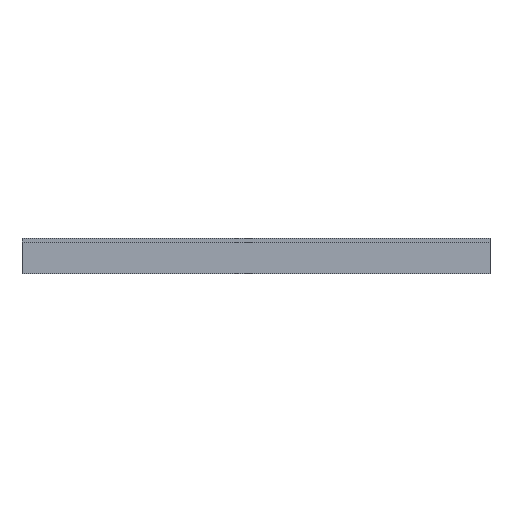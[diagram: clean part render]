
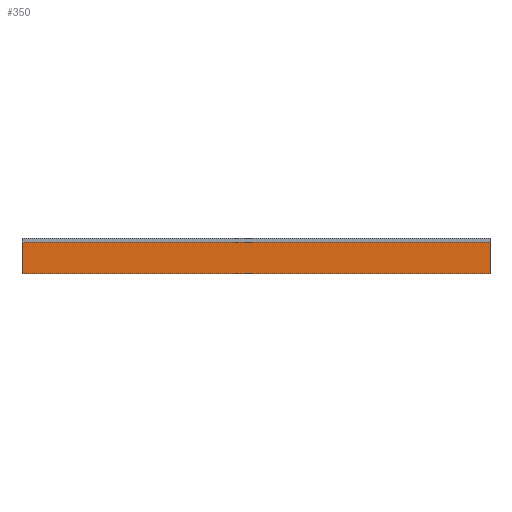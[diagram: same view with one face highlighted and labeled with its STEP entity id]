
A CAD part, front view. The second image highlights one B-rep face of the part: STEP entity #350.
In plain terms, the highlighted planar face has unit normal (0, -1, 0).
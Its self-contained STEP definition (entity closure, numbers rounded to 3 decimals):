
#67 = EDGE_CURVE ( 'NONE', #883, #248, #917, .T. ) ;
#79 = PLANE ( 'NONE',  #264 ) ;
#155 = DIRECTION ( 'NONE',  ( 0., 1., 0. ) ) ;
#163 = ORIENTED_EDGE ( 'NONE', *, *, #67, .T. ) ;
#175 = VECTOR ( 'NONE', #517, 1000. ) ;
#201 = EDGE_CURVE ( 'NONE', #1000, #883, #578, .T. ) ;
#205 = CARTESIAN_POINT ( 'NONE',  ( -50., -13.5, -0.8 ) ) ;
#248 = VERTEX_POINT ( 'NONE', #428 ) ;
#264 = AXIS2_PLACEMENT_3D ( 'NONE', #312, #155, #719 ) ;
#265 = CARTESIAN_POINT ( 'NONE',  ( 50., -13.5, 5.9 ) ) ;
#267 = DIRECTION ( 'NONE',  ( 0., 0., -1. ) ) ;
#282 = FACE_OUTER_BOUND ( 'NONE', #591, .T. ) ;
#312 = CARTESIAN_POINT ( 'NONE',  ( 50., -13.5, -0.8 ) ) ;
#350 = ADVANCED_FACE ( 'NONE', ( #282 ), #79, .F. ) ;
#396 = EDGE_CURVE ( 'NONE', #553, #248, #1042, .T. ) ;
#428 = CARTESIAN_POINT ( 'NONE',  ( -50., -13.5, -0.8 ) ) ;
#505 = CARTESIAN_POINT ( 'NONE',  ( 50., -13.5, -0.8 ) ) ;
#517 = DIRECTION ( 'NONE',  ( -1., 0., 0. ) ) ;
#553 = VERTEX_POINT ( 'NONE', #505 ) ;
#578 = LINE ( 'NONE', #265, #175 ) ;
#584 = EDGE_CURVE ( 'NONE', #1000, #553, #675, .T. ) ;
#591 = EDGE_LOOP ( 'NONE', ( #163, #612, #638, #690 ) ) ;
#612 = ORIENTED_EDGE ( 'NONE', *, *, #396, .F. ) ;
#636 = CARTESIAN_POINT ( 'NONE',  ( 50., -13.5, 5.9 ) ) ;
#638 = ORIENTED_EDGE ( 'NONE', *, *, #584, .F. ) ;
#672 = CARTESIAN_POINT ( 'NONE',  ( 50., -13.5, -0.8 ) ) ;
#675 = LINE ( 'NONE', #672, #890 ) ;
#690 = ORIENTED_EDGE ( 'NONE', *, *, #201, .T. ) ;
#719 = DIRECTION ( 'NONE',  ( 0., 0., 1. ) ) ;
#720 = CARTESIAN_POINT ( 'NONE',  ( 50., -13.5, -0.8 ) ) ;
#726 = VECTOR ( 'NONE', #928, 1000. ) ;
#782 = CARTESIAN_POINT ( 'NONE',  ( -50., -13.5, 5.9 ) ) ;
#822 = VECTOR ( 'NONE', #886, 1000. ) ;
#883 = VERTEX_POINT ( 'NONE', #782 ) ;
#886 = DIRECTION ( 'NONE',  ( -1., 0., 0. ) ) ;
#890 = VECTOR ( 'NONE', #267, 1000. ) ;
#917 = LINE ( 'NONE', #205, #726 ) ;
#928 = DIRECTION ( 'NONE',  ( 0., 0., -1. ) ) ;
#1000 = VERTEX_POINT ( 'NONE', #636 ) ;
#1042 = LINE ( 'NONE', #720, #822 ) ;
